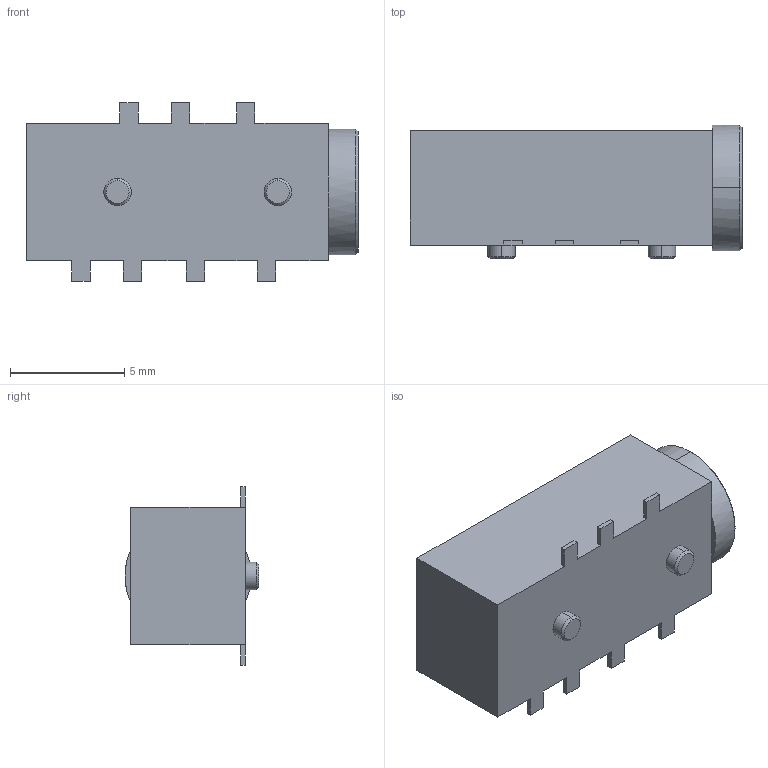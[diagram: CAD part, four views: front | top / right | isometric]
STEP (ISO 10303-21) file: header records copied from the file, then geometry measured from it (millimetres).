
FILE_DESCRIPTION (( 'STEP AP203' ), '1' );
FILE_NAME ('C128990.STEP', '2023-01-15T07:23:45', ( '' ), ( '' ), 'SwSTEP 2.0', 'SolidWorks 2016', '' );
FILE_SCHEMA (( 'CONFIG_CONTROL_DESIGN' ));
Length unit declared in the file: millimetre
Products named in the file (1): C128990
Bounding box: 14.5 x 5.85 x 7.8 mm (x, y, z)
Volume: 415.8 mm3; surface area: 404.1 mm2
Topology: 1 solids, 1 shells, 57 faces, 144 edges, 92 vertices
Faces by surface type: plane 41, cone 8, cylinder 8
Entity records: 1767 total; most frequent: CARTESIAN_POINT 294, ORIENTED_EDGE 288, DIRECTION 288, EDGE_CURVE 144, LINE 116, VECTOR 116, VERTEX_POINT 92, AXIS2_PLACEMENT_3D 86
